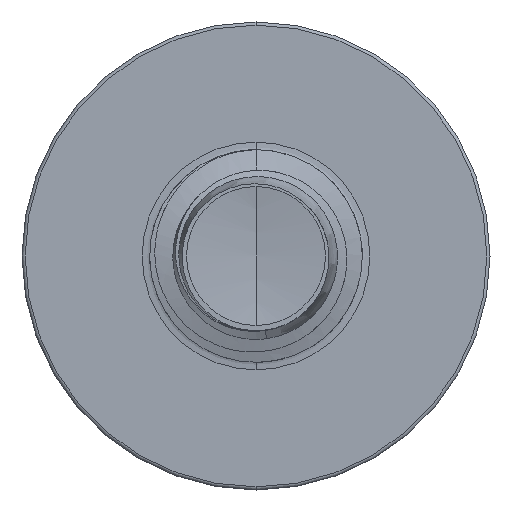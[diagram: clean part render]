
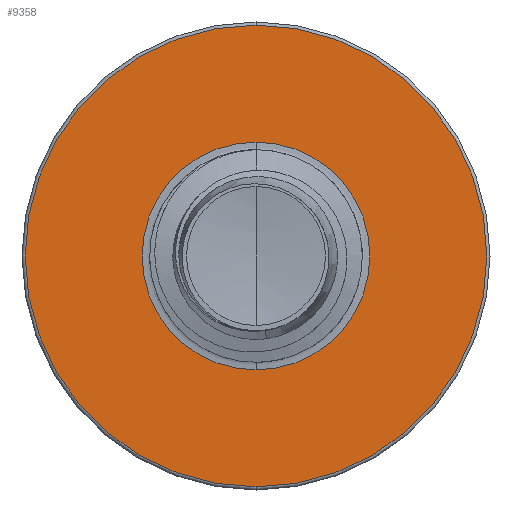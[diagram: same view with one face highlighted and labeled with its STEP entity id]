
A CAD part, front view. The second image highlights one B-rep face of the part: STEP entity #9358.
In plain terms, the highlighted planar face has unit normal (0, -1, 0).
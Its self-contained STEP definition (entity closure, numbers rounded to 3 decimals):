
#566 = CARTESIAN_POINT ( 'NONE',  ( 0., 6., 0. ) ) ;
#677 = FACE_OUTER_BOUND ( 'NONE', #9896, .T. ) ;
#1408 = AXIS2_PLACEMENT_3D ( 'NONE', #566, #9890, #1896 ) ;
#1455 = CARTESIAN_POINT ( 'NONE',  ( 0., 6., 5.425 ) ) ;
#1896 = DIRECTION ( 'NONE',  ( 0., 0., 1. ) ) ;
#2723 = DIRECTION ( 'NONE',  ( 0., 1., 0. ) ) ;
#2750 = CARTESIAN_POINT ( 'NONE',  ( 0., 6., 2.677 ) ) ;
#4829 = AXIS2_PLACEMENT_3D ( 'NONE', #5689, #15140, #7041 ) ;
#4924 = EDGE_CURVE ( 'NONE', #9485, #12217, #5061, .T. ) ;
#5061 = CIRCLE ( 'NONE', #6615, 5.425 ) ;
#5332 = PLANE ( 'NONE',  #9286 ) ;
#5635 = CIRCLE ( 'NONE', #1408, 2.677 ) ;
#5689 = CARTESIAN_POINT ( 'NONE',  ( 0., 6., 0. ) ) ;
#5846 = DIRECTION ( 'NONE',  ( 0., 1., 0. ) ) ;
#6200 = VERTEX_POINT ( 'NONE', #2750 ) ;
#6491 = CIRCLE ( 'NONE', #12491, 5.425 ) ;
#6615 = AXIS2_PLACEMENT_3D ( 'NONE', #6893, #16350, #8256 ) ;
#6849 = CIRCLE ( 'NONE', #4829, 2.677 ) ;
#6893 = CARTESIAN_POINT ( 'NONE',  ( 0., 6., 0. ) ) ;
#7041 = DIRECTION ( 'NONE',  ( 0., 0., 1. ) ) ;
#7619 = EDGE_CURVE ( 'NONE', #12217, #9485, #6491, .T. ) ;
#7947 = EDGE_CURVE ( 'NONE', #6200, #16409, #5635, .T. ) ;
#8256 = DIRECTION ( 'NONE',  ( 0., 0., 1. ) ) ;
#8643 = EDGE_LOOP ( 'NONE', ( #9604, #9176 ) ) ;
#9176 = ORIENTED_EDGE ( 'NONE', *, *, #13782, .T. ) ;
#9286 = AXIS2_PLACEMENT_3D ( 'NONE', #10720, #2723, #12091 ) ;
#9358 = ADVANCED_FACE ( 'NONE', ( #677, #11323 ), #5332, .F. ) ;
#9485 = VERTEX_POINT ( 'NONE', #1455 ) ;
#9604 = ORIENTED_EDGE ( 'NONE', *, *, #7947, .T. ) ;
#9890 = DIRECTION ( 'NONE',  ( 0., 1., 0. ) ) ;
#9896 = EDGE_LOOP ( 'NONE', ( #13538, #13328 ) ) ;
#10720 = CARTESIAN_POINT ( 'NONE',  ( 0., 6., -2.677 ) ) ;
#10852 = CARTESIAN_POINT ( 'NONE',  ( 0., 6., -2.677 ) ) ;
#11323 = FACE_BOUND ( 'NONE', #8643, .T. ) ;
#12091 = DIRECTION ( 'NONE',  ( 0., 0., 1. ) ) ;
#12217 = VERTEX_POINT ( 'NONE', #13854 ) ;
#12491 = AXIS2_PLACEMENT_3D ( 'NONE', #13948, #5846, #15312 ) ;
#13328 = ORIENTED_EDGE ( 'NONE', *, *, #7619, .F. ) ;
#13538 = ORIENTED_EDGE ( 'NONE', *, *, #4924, .F. ) ;
#13782 = EDGE_CURVE ( 'NONE', #16409, #6200, #6849, .T. ) ;
#13854 = CARTESIAN_POINT ( 'NONE',  ( 0., 6., -5.425 ) ) ;
#13948 = CARTESIAN_POINT ( 'NONE',  ( 0., 6., 0. ) ) ;
#15140 = DIRECTION ( 'NONE',  ( 0., 1., 0. ) ) ;
#15312 = DIRECTION ( 'NONE',  ( 0., 0., 1. ) ) ;
#16350 = DIRECTION ( 'NONE',  ( 0., 1., 0. ) ) ;
#16409 = VERTEX_POINT ( 'NONE', #10852 ) ;
